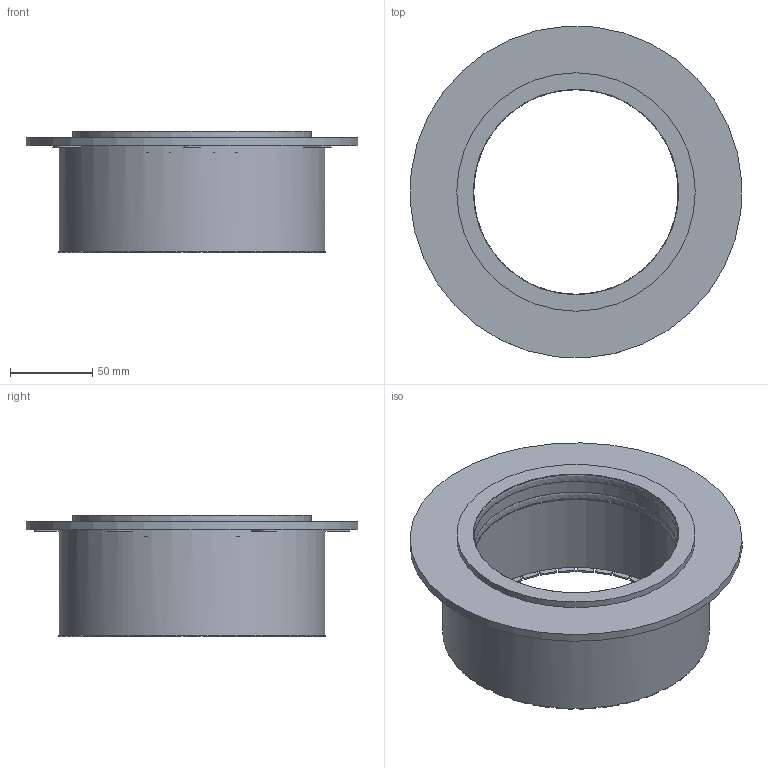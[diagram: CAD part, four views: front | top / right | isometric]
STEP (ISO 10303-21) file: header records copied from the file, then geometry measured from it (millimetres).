
FILE_DESCRIPTION((''),'2;1');
FILE_NAME('SLEEV-IT WT-MAR125M.stp','2014-11-17T14:50:58',('se-emikul'),(''),'Autodesk Inventor 2013','Autodesk Inventor 2013','');
FILE_SCHEMA(('AUTOMOTIVE_DESIGN { 1 0 10303 214 1 1 1 1 }'));
Length unit declared in the file: millimetre
Products named in the file (1): SLEEV-IT WT-MAR125M
Bounding box: 201.68 x 201.68 x 74 mm (x, y, z)
Volume: 522523.7 mm3; surface area: 212225.1 mm2
Topology: 4 solids, 4 shells, 318 faces, 835 edges, 533 vertices
Faces by surface type: plane 256, torus 36, cylinder 23, revolution 2, cone 1
Full cylindrical faces by diameter (mm): 125 x3, 135.2 x1, 138 x1, 139 x1, 145 x1, 160.2 x2, 162 x1, 202 x1
Entity records: 10570 total; most frequent: CARTESIAN_POINT 2323, ORIENTED_EDGE 1644, DIRECTION 1636, EDGE_CURVE 822, AXIS2_PLACEMENT_3D 565, VERTEX_POINT 532, VECTOR 504, LINE 504
